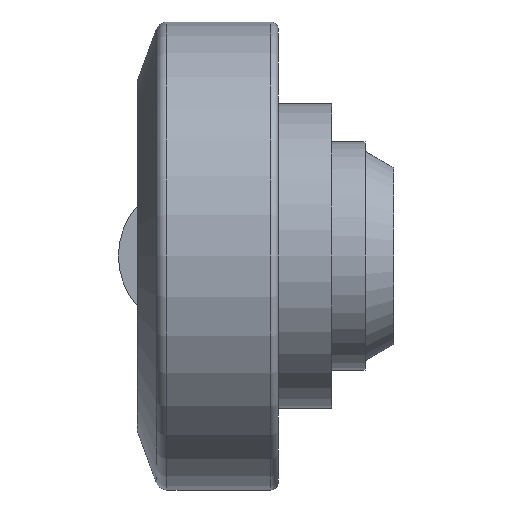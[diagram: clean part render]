
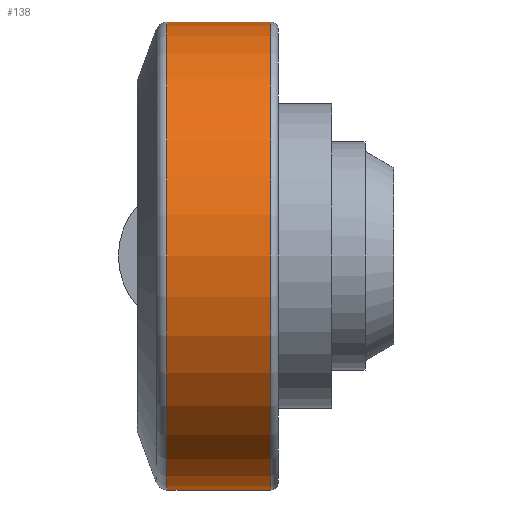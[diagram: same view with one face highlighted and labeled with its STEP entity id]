
A CAD part, front view. The second image highlights one B-rep face of the part: STEP entity #138.
In plain terms, the highlighted cylindrical face has radius 61.5 mm (diameter 123 mm), a partial arc.
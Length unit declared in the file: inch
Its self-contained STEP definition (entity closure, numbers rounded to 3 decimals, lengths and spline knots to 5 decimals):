
#9 = VERTEX_POINT ( 'NONE', #256 ) ;
#67 = FACE_OUTER_BOUND ( 'NONE', #1650, .T. ) ;
#138 = ADVANCED_FACE ( 'NONE', ( #67 ), #2528, .T. ) ;
#202 = CARTESIAN_POINT ( 'NONE',  ( 0.50194, 0., 0. ) ) ;
#256 = CARTESIAN_POINT ( 'NONE',  ( 0.50194, 0., -2.42126 ) ) ;
#273 = DIRECTION ( 'NONE',  ( 1., 0., 0. ) ) ;
#347 = VERTEX_POINT ( 'NONE', #2030 ) ;
#453 = CARTESIAN_POINT ( 'NONE',  ( 1.57508, 0., 0. ) ) ;
#474 = DIRECTION ( 'NONE',  ( 0., 0., 1. ) ) ;
#574 = AXIS2_PLACEMENT_3D ( 'NONE', #453, #2332, #664 ) ;
#576 = CARTESIAN_POINT ( 'NONE',  ( 0.50194, 0., 2.42126 ) ) ;
#664 = DIRECTION ( 'NONE',  ( 0., 0., 1. ) ) ;
#704 = DIRECTION ( 'NONE',  ( 1., 0., 0. ) ) ;
#736 = ORIENTED_EDGE ( 'NONE', *, *, #2378, .T. ) ;
#751 = VERTEX_POINT ( 'NONE', #2366 ) ;
#1078 = AXIS2_PLACEMENT_3D ( 'NONE', #202, #1997, #1795 ) ;
#1158 = LINE ( 'NONE', #1328, #1292 ) ;
#1205 = EDGE_CURVE ( 'NONE', #751, #347, #1720, .T. ) ;
#1292 = VECTOR ( 'NONE', #2367, 39.37008 ) ;
#1328 = CARTESIAN_POINT ( 'NONE',  ( 2.84673, 0., 2.42126 ) ) ;
#1477 = EDGE_CURVE ( 'NONE', #1775, #9, #1591, .T. ) ;
#1492 = ORIENTED_EDGE ( 'NONE', *, *, #1477, .T. ) ;
#1554 = ORIENTED_EDGE ( 'NONE', *, *, #1577, .F. ) ;
#1577 = EDGE_CURVE ( 'NONE', #1775, #751, #1158, .T. ) ;
#1591 = CIRCLE ( 'NONE', #1078, 2.42126 ) ;
#1650 = EDGE_LOOP ( 'NONE', ( #1492, #736, #2348, #1554 ) ) ;
#1720 = CIRCLE ( 'NONE', #574, 2.42126 ) ;
#1775 = VERTEX_POINT ( 'NONE', #576 ) ;
#1795 = DIRECTION ( 'NONE',  ( 0., 0., 1. ) ) ;
#1868 = LINE ( 'NONE', #2090, #2188 ) ;
#1997 = DIRECTION ( 'NONE',  ( 1., 0., 0. ) ) ;
#2030 = CARTESIAN_POINT ( 'NONE',  ( 1.57508, 0., -2.42126 ) ) ;
#2090 = CARTESIAN_POINT ( 'NONE',  ( 2.84673, 0., -2.42126 ) ) ;
#2188 = VECTOR ( 'NONE', #273, 39.37008 ) ;
#2332 = DIRECTION ( 'NONE',  ( 1., 0., 0. ) ) ;
#2348 = ORIENTED_EDGE ( 'NONE', *, *, #1205, .F. ) ;
#2352 = CARTESIAN_POINT ( 'NONE',  ( 2.84673, 0., 0. ) ) ;
#2366 = CARTESIAN_POINT ( 'NONE',  ( 1.57508, 0., 2.42126 ) ) ;
#2367 = DIRECTION ( 'NONE',  ( 1., 0., 0. ) ) ;
#2378 = EDGE_CURVE ( 'NONE', #9, #347, #1868, .T. ) ;
#2520 = AXIS2_PLACEMENT_3D ( 'NONE', #2352, #704, #474 ) ;
#2528 = CYLINDRICAL_SURFACE ( 'NONE', #2520, 2.42126 ) ;
